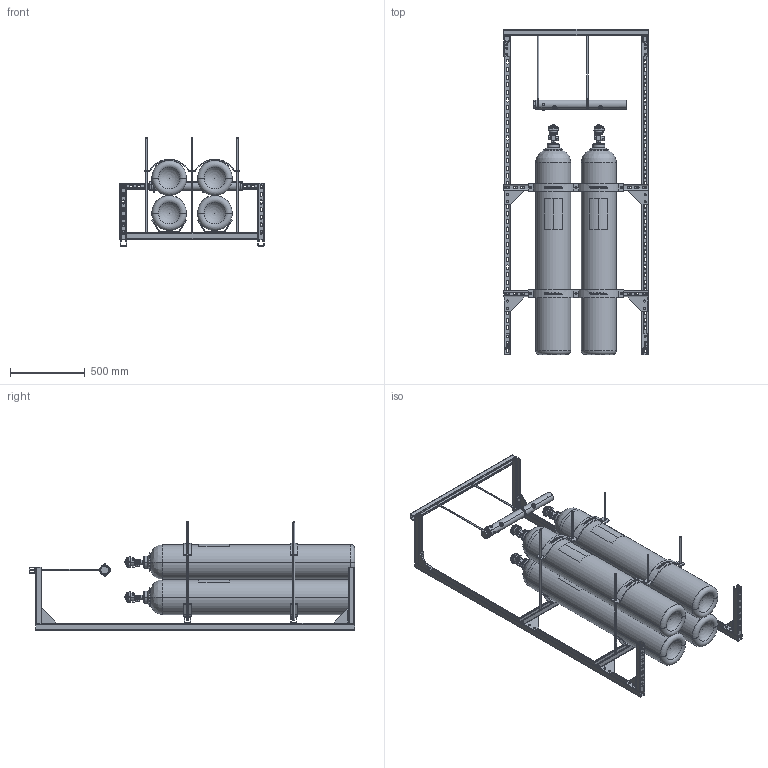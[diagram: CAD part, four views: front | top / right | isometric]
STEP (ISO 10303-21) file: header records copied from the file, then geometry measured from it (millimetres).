
FILE_DESCRIPTION (( 'STEP AP214' ), '1' );
FILE_NAME ('Cylinder Storage Rack, 49L, Metal Framing, Galvanized (4 cylinder 2x2) Four Cylinders.STEP', '2020-05-06T11:20:44', ( '' ), ( '' ), 'SwSTEP 2.0', 'SolidWorks 2019', '' );
FILE_SCHEMA (( 'AUTOMOTIVE_DESIGN' ));
Length unit declared in the file: inch
Products named in the file (40): Restraining_Plate_49L.stp; Plate 2.stp; Rode.stp; 8BC300-25E_CYLINDER.stp; P-000-950-111 (-01).stp; Cylinder Storage Rack, 49L, Metal Framing, Galvanized (4 cylinder 2x2) Four Cylinders.stp; Stand.stp; Clamp 2.stp; Z-000-950-115_AS-01.stp; Tank_49L.stp; Restraint F.stp; Stand 2.stp; PLUG_HEX HD_0.250 NPT M_CL 3000_ALY STL_GALV.stp; 470B0020_HOUSING.stp; Plate 1.stp; 470B0020_HANDLE.stp; Cylinder Storage Rack, 49L, Metal Framing, Galvanized (4 cylinder 2x2) Four Cylinders; Support 1.stp; V_MULLER_470B0020.stp; Clamp.stp; Support 1_MIR.stp; 470B0020_HEX NUT.stp; Base Plate.stp; P-000-950-110(-01).stp; Base Plate 2_MIR.stp; Clamp Assembly.stp; Stand 3.stp; 470B0020_PLATE.stp; Rode_MIR.stp; PLUG_HEX HD_1.500 NPT M_CL 3000_ALY STL_GALV.stp; Rode 2.stp; Base Plate 2.stp; Support 2..stp
Assembly tree (75 placements, depth 5):
  Cylinder Storage Rack, 49L, Metal Framing, Galvanized (4 cylinder 2x2) Four Cylinders
    Cylinder Storage Rack, 49L, Metal Framing, Galvanized (4 cylinder 2x2) Four Cylinders.stp
      Clamp Assembly.stp
        Clamp.stp
        Clamp 2.stp
      Clamp Assembly.stp
        Clamp.stp
        Clamp 2.stp
      Tank_49L.stp
        V_MULLER_470B0020.stp
          470B0020_HOUSING.stp
          470B0020_PLATE.stp
          470B0020_HANDLE.stp
          470B0020_HEX NUT.stp
        8BC300-25E_CYLINDER.stp
        Z-000-950-115_AS-01.stp
      Tank_49L.stp
        V_MULLER_470B0020.stp
          470B0020_HOUSING.stp
          470B0020_PLATE.stp
          470B0020_HANDLE.stp
          470B0020_HEX NUT.stp
        8BC300-25E_CYLINDER.stp
        Z-000-950-115_AS-01.stp
      Tank_49L.stp
        V_MULLER_470B0020.stp
          470B0020_HOUSING.stp
          470B0020_PLATE.stp
          470B0020_HANDLE.stp
          470B0020_HEX NUT.stp
        8BC300-25E_CYLINDER.stp
        Z-000-950-115_AS-01.stp
      Tank_49L.stp
        V_MULLER_470B0020.stp
          470B0020_HOUSING.stp
          470B0020_PLATE.stp
          470B0020_HANDLE.stp
          470B0020_HEX NUT.stp
        8BC300-25E_CYLINDER.stp
        Z-000-950-115_AS-01.stp
      P-000-950-111 (-01).stp
        PLUG_HEX HD_1.500 NPT M_CL 3000_ALY STL_GALV.stp
        PLUG_HEX HD_0.250 NPT M_CL 3000_ALY STL_GALV.stp  x2
        P-000-950-110(-01).stp
      Stand.stp  x2
      Stand 3.stp
      Stand 2.stp  x2
      Base Plate.stp  x2
      Base Plate 2.stp
      Base Plate 2_MIR.stp
      Support 2..stp  x2
      Plate 1.stp  x2
      Plate 2.stp  x2
      Support 1.stp
      Rode.stp  x3
      Rode 2.stp  x2
      Restraint F.stp  x2
      Support 1_MIR.stp
      Rode_MIR.stp  x3
      Restraining_Plate_49L.stp  x4
Bounding box: 965.2 x 2175.14 x 724.33 mm (x, y, z)
Volume: 34497306.6 mm3; surface area: 11941470.8 mm2
Topology: 67 solids, 67 shells, 4271 faces, 11076 edges, 7098 vertices
Faces by surface type: plane 1719, cylinder 1382, bspline 504, cone 428, torus 194, sphere 44
Entity records: 92532 total; most frequent: CARTESIAN_POINT 43044, ORIENTED_EDGE 9962, DIRECTION 9685, EDGE_CURVE 4981, AXIS2_PLACEMENT_3D 3609, VERTEX_POINT 3235, VECTOR 2467, LINE 2467
